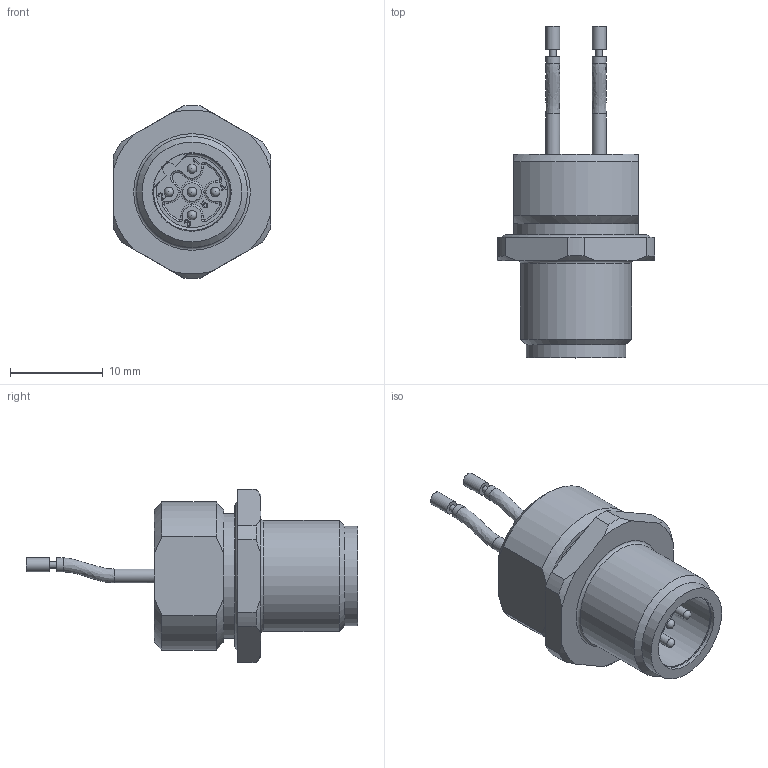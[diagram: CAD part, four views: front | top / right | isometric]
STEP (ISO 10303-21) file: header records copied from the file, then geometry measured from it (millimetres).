
FILE_DESCRIPTION(/* description */ (''),/* implementation_level */ '2;1');
FILE_NAME(/* name */ 'PB-FVM12SUB2_m_M16_stp.stp',/* time_stamp */ '2016-11-16T11:48:04+01:00',/* author */ (''),/* organization */ (''),/* preprocessor_version */ 'ST-DEVELOPER v16',/* originating_system */ 'SIEMENS PLM Software NX 10.0',/* authorisation */ '');
FILE_SCHEMA (('AUTOMOTIVE_DESIGN { 1 0 10303 214 3 1 1 1 }'));
Length unit declared in the file: millimetre
Products named in the file (1): PB-FVM12SUB2_m_M16_stp
Bounding box: 17 x 35.85 x 18.69 mm (x, y, z)
Volume: 2962.9 mm3; surface area: 2050.3 mm2
Topology: 1 solids, 1 shells, 195 faces, 508 edges, 333 vertices
Faces by surface type: plane 75, cylinder 50, extrusion 32, cone 13, torus 12, bspline 8, sphere 5
Full cylindrical faces by diameter (mm): 0.7 x2, 1 x5, 1.5 x6, 2 x1, 8.4 x1, 10.8 x1, 12 x1, 13.5 x1
Entity records: 6137 total; most frequent: CARTESIAN_POINT 1718, ORIENTED_EDGE 896, DIRECTION 843, EDGE_CURVE 448, VERTEX_POINT 304, AXIS2_PLACEMENT_3D 293, VECTOR 257, EDGE_LOOP 244
